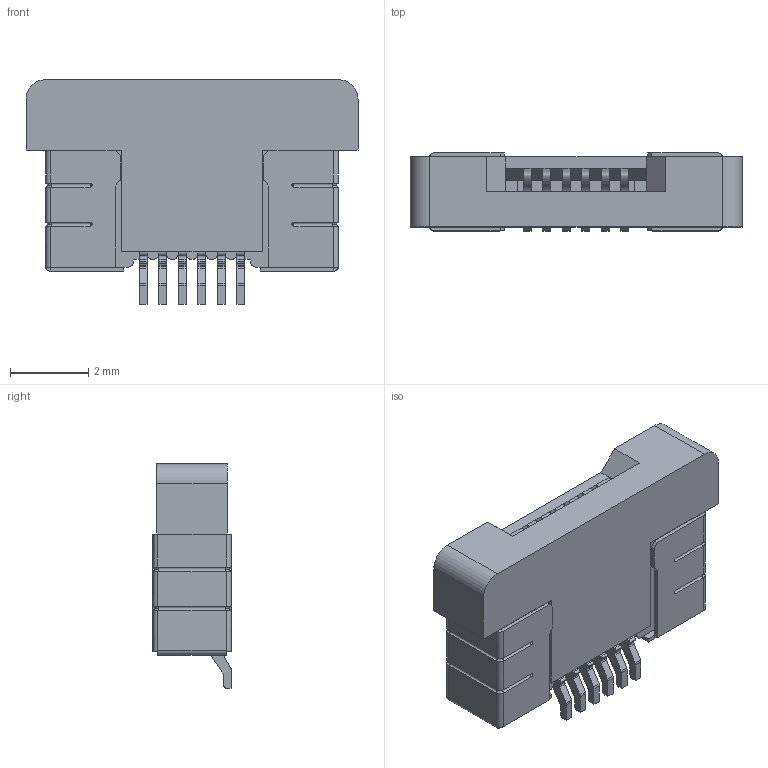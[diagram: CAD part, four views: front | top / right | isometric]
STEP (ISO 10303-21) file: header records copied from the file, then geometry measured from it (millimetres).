
FILE_DESCRIPTION (( 'STEP AP214' ), '1' );
FILE_NAME ('FFC05001-06SBA124W5M -REF.STEP', '2026-01-14T06:08:19', ( '' ), ( '' ), 'SwSTEP 2.0', 'SolidWorks 2021', '' );
FILE_SCHEMA (( 'AUTOMOTIVE_DESIGN' ));
Length unit declared in the file: millimetre
Products named in the file (1): FFC05001-06SBA124W5M -REF
Bounding box: 8.5 x 2 x 5.75 mm (x, y, z)
Volume: 57 mm3; surface area: 267.6 mm2
Topology: 1 solids, 1 shells, 587 faces, 1745 edges, 1124 vertices
Faces by surface type: plane 358, cylinder 199, torus 16, sphere 8, bspline 6
Entity records: 19911 total; most frequent: CARTESIAN_POINT 4011, ORIENTED_EDGE 3458, DIRECTION 3251, EDGE_CURVE 1729, LINE 1211, VECTOR 1211, VERTEX_POINT 1116, AXIS2_PLACEMENT_3D 1020
